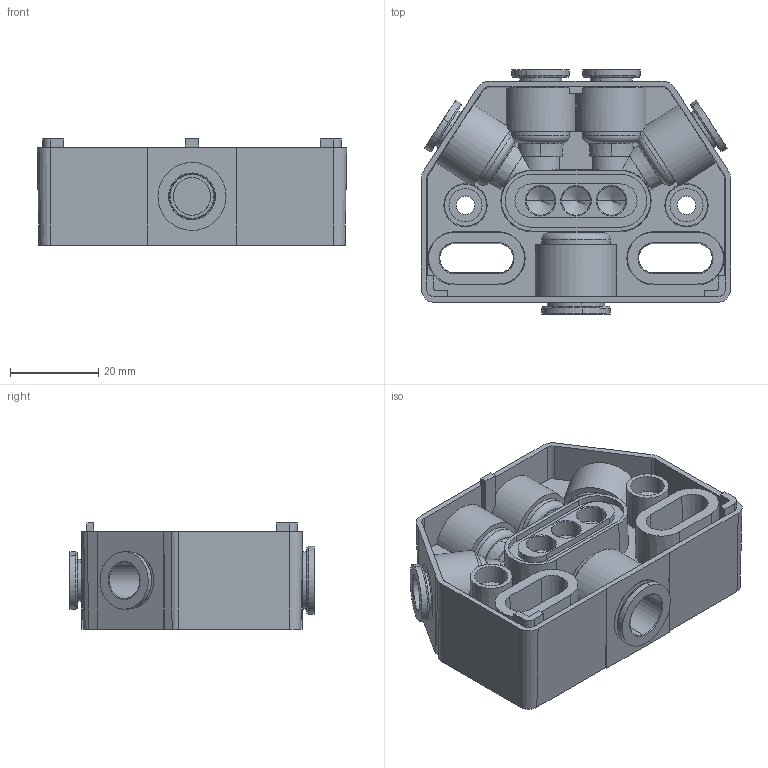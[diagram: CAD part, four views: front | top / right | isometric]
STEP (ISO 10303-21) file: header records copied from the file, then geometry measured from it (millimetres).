
FILE_DESCRIPTION(('STEP AP214'),'1');
FILE_NAME('COVAL_NVR4.stp','2017-12-27T18:45:55',('TraceParts'),('TraceParts S.A.'),'Spatial InterOp 3D',' ',' ');
FILE_SCHEMA(('automotive_design'));
Length unit declared in the file: millimetre
Products named in the file (1): COVAL_NVR4
Bounding box: 70 x 55.2 x 24 mm (x, y, z)
Volume: 34492.1 mm3; surface area: 32738.7 mm2
Topology: 6 solids, 6 shells, 551 faces, 1404 edges, 892 vertices
Faces by surface type: plane 187, cylinder 158, cone 156, torus 50
Entity records: 21650 total; most frequent: CARTESIAN_POINT 3664, DIRECTION 2958, ORIENTED_EDGE 2784, EDGE_CURVE 1392, AXIS2_PLACEMENT_3D 1158, VERTEX_POINT 892, LINE 642, VECTOR 642
